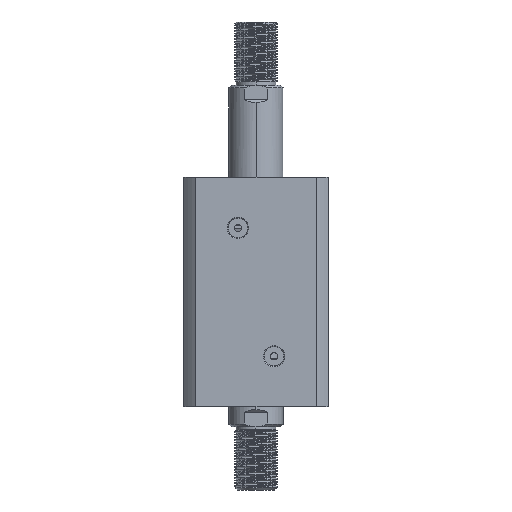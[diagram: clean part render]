
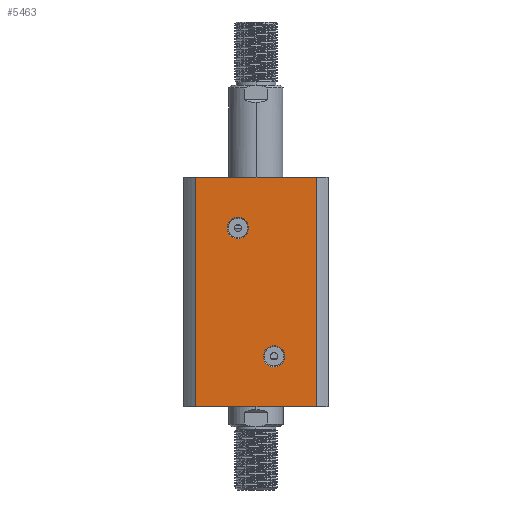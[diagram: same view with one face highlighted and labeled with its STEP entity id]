
A CAD part, left-side view. The second image highlights one B-rep face of the part: STEP entity #5463.
In plain terms, the highlighted planar face has unit normal (-1, 0, 0).
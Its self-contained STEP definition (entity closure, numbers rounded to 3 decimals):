
#256 = CARTESIAN_POINT ( 'NONE',  ( -40., 33.226, 63.5 ) ) ;
#930 = AXIS2_PLACEMENT_3D ( 'NONE', #18289, #20933, #9019 ) ;
#2379 = CIRCLE ( 'NONE', #12342, 5.885 ) ;
#4545 = EDGE_CURVE ( 'NONE', #27904, #7742, #7156, .T. ) ;
#5416 = PLANE ( 'NONE',  #11533 ) ;
#5463 = ADVANCED_FACE ( 'NONE', ( #16984, #18848, #22643 ), #5416, .F. ) ;
#5572 = CARTESIAN_POINT ( 'NONE',  ( -40., -10., -35.5 ) ) ;
#5575 = VERTEX_POINT ( 'NONE', #30782 ) ;
#5683 = CARTESIAN_POINT ( 'NONE',  ( -40., 10., 41.385 ) ) ;
#5780 = ORIENTED_EDGE ( 'NONE', *, *, #30338, .T. ) ;
#6210 = ORIENTED_EDGE ( 'NONE', *, *, #4545, .F. ) ;
#6481 = VECTOR ( 'NONE', #20565, 1000. ) ;
#6840 = DIRECTION ( 'NONE',  ( 0., -1., 0. ) ) ;
#6923 = ORIENTED_EDGE ( 'NONE', *, *, #25509, .F. ) ;
#6926 = CARTESIAN_POINT ( 'NONE',  ( -40., -33.226, 63.5 ) ) ;
#7156 = CIRCLE ( 'NONE', #930, 5.885 ) ;
#7417 = VERTEX_POINT ( 'NONE', #256 ) ;
#7742 = VERTEX_POINT ( 'NONE', #23951 ) ;
#7852 = CARTESIAN_POINT ( 'NONE',  ( -40., 33.226, 63.5 ) ) ;
#8552 = CARTESIAN_POINT ( 'NONE',  ( -40., -10., -29.615 ) ) ;
#9019 = DIRECTION ( 'NONE',  ( 0., 0., 1. ) ) ;
#9529 = LINE ( 'NONE', #20677, #6481 ) ;
#9621 = DIRECTION ( 'NONE',  ( 0., 0., 1. ) ) ;
#10006 = ORIENTED_EDGE ( 'NONE', *, *, #25639, .F. ) ;
#10897 = EDGE_LOOP ( 'NONE', ( #5780, #16497, #6923, #20681 ) ) ;
#11533 = AXIS2_PLACEMENT_3D ( 'NONE', #7852, #24775, #12216 ) ;
#12103 = EDGE_CURVE ( 'NONE', #7742, #27904, #2379, .T. ) ;
#12115 = VERTEX_POINT ( 'NONE', #5683 ) ;
#12216 = DIRECTION ( 'NONE',  ( 0., 0., -1. ) ) ;
#12342 = AXIS2_PLACEMENT_3D ( 'NONE', #5572, #30532, #23369 ) ;
#12506 = DIRECTION ( 'NONE',  ( 0., -1., 0. ) ) ;
#12608 = CARTESIAN_POINT ( 'NONE',  ( -40., 33.226, -63.5 ) ) ;
#12879 = ORIENTED_EDGE ( 'NONE', *, *, #12103, .F. ) ;
#13205 = CARTESIAN_POINT ( 'NONE',  ( -40., 33.226, -63.5 ) ) ;
#13832 = CARTESIAN_POINT ( 'NONE',  ( -40., 33.226, 63.5 ) ) ;
#14032 = DIRECTION ( 'NONE',  ( 0., 0., 1. ) ) ;
#14056 = VERTEX_POINT ( 'NONE', #6926 ) ;
#14425 = CARTESIAN_POINT ( 'NONE',  ( -40., -33.226, 63.5 ) ) ;
#14553 = CARTESIAN_POINT ( 'NONE',  ( -40., 10., 35.5 ) ) ;
#14719 = EDGE_CURVE ( 'NONE', #7417, #18137, #9529, .T. ) ;
#14808 = CIRCLE ( 'NONE', #25329, 5.885 ) ;
#14889 = VECTOR ( 'NONE', #12506, 1000. ) ;
#15074 = ORIENTED_EDGE ( 'NONE', *, *, #20794, .F. ) ;
#15497 = CARTESIAN_POINT ( 'NONE',  ( -40., 10., 29.615 ) ) ;
#16212 = LINE ( 'NONE', #13832, #27539 ) ;
#16497 = ORIENTED_EDGE ( 'NONE', *, *, #21438, .F. ) ;
#16984 = FACE_BOUND ( 'NONE', #30745, .T. ) ;
#18137 = VERTEX_POINT ( 'NONE', #13205 ) ;
#18289 = CARTESIAN_POINT ( 'NONE',  ( -40., -10., -35.5 ) ) ;
#18568 = VECTOR ( 'NONE', #21837, 1000. ) ;
#18762 = DIRECTION ( 'NONE',  ( -1., 0., 0. ) ) ;
#18848 = FACE_BOUND ( 'NONE', #23661, .T. ) ;
#20565 = DIRECTION ( 'NONE',  ( 0., 0., -1. ) ) ;
#20677 = CARTESIAN_POINT ( 'NONE',  ( -40., 33.226, 63.5 ) ) ;
#20681 = ORIENTED_EDGE ( 'NONE', *, *, #14719, .T. ) ;
#20794 = EDGE_CURVE ( 'NONE', #25218, #12115, #14808, .T. ) ;
#20933 = DIRECTION ( 'NONE',  ( -1., 0., 0. ) ) ;
#21438 = EDGE_CURVE ( 'NONE', #14056, #5575, #23120, .T. ) ;
#21837 = DIRECTION ( 'NONE',  ( 0., 0., -1. ) ) ;
#22643 = FACE_OUTER_BOUND ( 'NONE', #10897, .T. ) ;
#23120 = LINE ( 'NONE', #14425, #18568 ) ;
#23369 = DIRECTION ( 'NONE',  ( 0., 0., 1. ) ) ;
#23661 = EDGE_LOOP ( 'NONE', ( #10006, #15074 ) ) ;
#23951 = CARTESIAN_POINT ( 'NONE',  ( -40., -10., -41.385 ) ) ;
#23988 = LINE ( 'NONE', #12608, #14889 ) ;
#24775 = DIRECTION ( 'NONE',  ( 1., 0., 0. ) ) ;
#25218 = VERTEX_POINT ( 'NONE', #15497 ) ;
#25329 = AXIS2_PLACEMENT_3D ( 'NONE', #14553, #29022, #9621 ) ;
#25509 = EDGE_CURVE ( 'NONE', #7417, #14056, #16212, .T. ) ;
#25639 = EDGE_CURVE ( 'NONE', #12115, #25218, #26785, .T. ) ;
#26785 = CIRCLE ( 'NONE', #27841, 5.885 ) ;
#27539 = VECTOR ( 'NONE', #6840, 1000. ) ;
#27841 = AXIS2_PLACEMENT_3D ( 'NONE', #30808, #18762, #14032 ) ;
#27904 = VERTEX_POINT ( 'NONE', #8552 ) ;
#29022 = DIRECTION ( 'NONE',  ( -1., 0., 0. ) ) ;
#30338 = EDGE_CURVE ( 'NONE', #18137, #5575, #23988, .T. ) ;
#30532 = DIRECTION ( 'NONE',  ( -1., 0., 0. ) ) ;
#30745 = EDGE_LOOP ( 'NONE', ( #6210, #12879 ) ) ;
#30782 = CARTESIAN_POINT ( 'NONE',  ( -40., -33.226, -63.5 ) ) ;
#30808 = CARTESIAN_POINT ( 'NONE',  ( -40., 10., 35.5 ) ) ;
